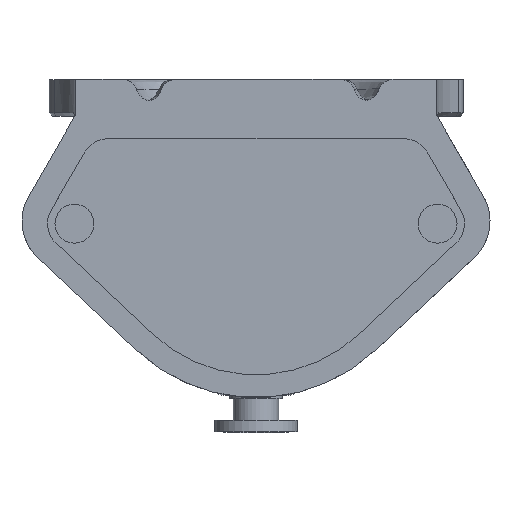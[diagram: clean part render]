
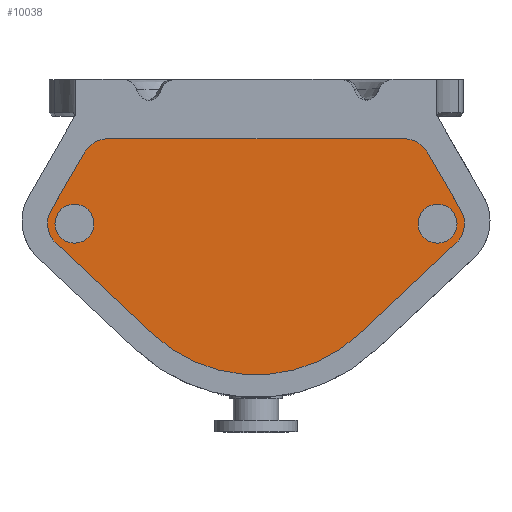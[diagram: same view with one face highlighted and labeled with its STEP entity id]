
A CAD part, top view. The second image highlights one B-rep face of the part: STEP entity #10038.
In plain terms, the highlighted planar face has unit normal (0, 0, 1).
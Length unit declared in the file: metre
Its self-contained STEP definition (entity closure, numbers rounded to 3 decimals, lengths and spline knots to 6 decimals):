
#640=LINE('',#15397,#1517);
#641=LINE('',#15402,#1518);
#642=LINE('',#15406,#1519);
#643=LINE('',#15410,#1520);
#644=LINE('',#15414,#1521);
#1517=VECTOR('',#11925,1.);
#1518=VECTOR('',#11928,1.);
#1519=VECTOR('',#11931,1.);
#1520=VECTOR('',#11934,1.);
#1521=VECTOR('',#11937,1.);
#2518=ORIENTED_EDGE('',*,*,#5552,.T.);
#2519=ORIENTED_EDGE('',*,*,#5553,.T.);
#2520=ORIENTED_EDGE('',*,*,#5554,.F.);
#2521=ORIENTED_EDGE('',*,*,#5555,.F.);
#2522=ORIENTED_EDGE('',*,*,#5556,.F.);
#2523=ORIENTED_EDGE('',*,*,#5557,.F.);
#2524=ORIENTED_EDGE('',*,*,#5558,.F.);
#2525=ORIENTED_EDGE('',*,*,#5559,.F.);
#2526=ORIENTED_EDGE('',*,*,#5560,.F.);
#2527=ORIENTED_EDGE('',*,*,#5561,.F.);
#2528=ORIENTED_EDGE('',*,*,#5562,.F.);
#2529=ORIENTED_EDGE('',*,*,#5563,.F.);
#5552=EDGE_CURVE('',#7082,#7082,#8071,.T.);
#5553=EDGE_CURVE('',#7083,#7083,#8072,.T.);
#5554=EDGE_CURVE('',#7084,#7085,#640,.T.);
#5555=EDGE_CURVE('',#7086,#7084,#8073,.T.);
#5556=EDGE_CURVE('',#7087,#7086,#641,.T.);
#5557=EDGE_CURVE('',#7088,#7087,#8074,.T.);
#5558=EDGE_CURVE('',#7089,#7088,#642,.T.);
#5559=EDGE_CURVE('',#7090,#7089,#8075,.T.);
#5560=EDGE_CURVE('',#7091,#7090,#643,.T.);
#5561=EDGE_CURVE('',#7092,#7091,#8076,.T.);
#5562=EDGE_CURVE('',#7093,#7092,#644,.T.);
#5563=EDGE_CURVE('',#7085,#7093,#8077,.T.);
#7082=VERTEX_POINT('',#15394);
#7083=VERTEX_POINT('',#15396);
#7084=VERTEX_POINT('',#15398);
#7085=VERTEX_POINT('',#15399);
#7086=VERTEX_POINT('',#15401);
#7087=VERTEX_POINT('',#15403);
#7088=VERTEX_POINT('',#15405);
#7089=VERTEX_POINT('',#15407);
#7090=VERTEX_POINT('',#15409);
#7091=VERTEX_POINT('',#15411);
#7092=VERTEX_POINT('',#15413);
#7093=VERTEX_POINT('',#15415);
#8071=CIRCLE('',#10907,0.00235);
#8072=CIRCLE('',#10908,0.00235);
#8073=CIRCLE('',#10909,0.01825);
#8074=CIRCLE('',#10910,0.00325);
#8075=CIRCLE('',#10911,0.00325);
#8076=CIRCLE('',#10912,0.00325);
#8077=CIRCLE('',#10913,0.00325);
#8463=EDGE_LOOP('',(#2518));
#8464=EDGE_LOOP('',(#2519));
#8465=EDGE_LOOP('',(#2520,#2521,#2522,#2523,#2524,#2525,#2526,#2527,#2528,
#2529));
#9092=FACE_BOUND('',#8463,.T.);
#9093=FACE_BOUND('',#8464,.T.);
#9094=FACE_BOUND('',#8465,.T.);
#9687=PLANE('',#10906);
#10038=ADVANCED_FACE('',(#9092,#9093,#9094),#9687,.F.);
#10906=AXIS2_PLACEMENT_3D('',#15392,#11919,#11920);
#10907=AXIS2_PLACEMENT_3D('',#15393,#11921,#11922);
#10908=AXIS2_PLACEMENT_3D('',#15395,#11923,#11924);
#10909=AXIS2_PLACEMENT_3D('',#15400,#11926,#11927);
#10910=AXIS2_PLACEMENT_3D('',#15404,#11929,#11930);
#10911=AXIS2_PLACEMENT_3D('',#15408,#11932,#11933);
#10912=AXIS2_PLACEMENT_3D('',#15412,#11935,#11936);
#10913=AXIS2_PLACEMENT_3D('',#15416,#11938,#11939);
#11919=DIRECTION('',(0.,0.,-1.));
#11920=DIRECTION('',(1.,0.,0.));
#11921=DIRECTION('',(0.,0.,-1.));
#11922=DIRECTION('',(0.,1.,0.));
#11923=DIRECTION('',(0.,0.,-1.));
#11924=DIRECTION('',(0.,1.,0.));
#11925=DIRECTION('',(-0.729,0.684,0.));
#11926=DIRECTION('',(0.,0.,-1.));
#11927=DIRECTION('',(0.,1.,0.));
#11928=DIRECTION('',(-0.729,-0.684,0.));
#11929=DIRECTION('',(0.,0.,-1.));
#11930=DIRECTION('',(0.,1.,0.));
#11931=DIRECTION('',(0.5,-0.866,0.));
#11932=DIRECTION('',(0.,0.,-1.));
#11933=DIRECTION('',(0.,1.,0.));
#11934=DIRECTION('',(1.,0.,0.));
#11935=DIRECTION('',(0.,0.,-1.));
#11936=DIRECTION('',(0.,1.,0.));
#11937=DIRECTION('',(0.5,0.866,0.));
#11938=DIRECTION('',(0.,0.,-1.));
#11939=DIRECTION('',(0.,1.,0.));
#15392=CARTESIAN_POINT('',(0.000001,-0.007666,0.082604));
#15393=CARTESIAN_POINT('',(-0.021919,-0.003666,0.082604));
#15394=CARTESIAN_POINT('',(-0.021919,-0.001316,0.082604));
#15395=CARTESIAN_POINT('',(0.021921,-0.003666,0.082604));
#15396=CARTESIAN_POINT('',(0.021921,-0.001316,0.082604));
#15397=CARTESIAN_POINT('',(-0.012488,-0.016974,0.082604));
#15398=CARTESIAN_POINT('',(-0.012488,-0.016974,0.082604));
#15399=CARTESIAN_POINT('',(-0.024143,-0.006036,0.082604));
#15400=CARTESIAN_POINT('',(0.000001,-0.003666,0.082604));
#15401=CARTESIAN_POINT('',(0.012489,-0.016974,0.082604));
#15402=CARTESIAN_POINT('',(0.024145,-0.006036,0.082604));
#15403=CARTESIAN_POINT('',(0.024145,-0.006036,0.082604));
#15404=CARTESIAN_POINT('',(0.021921,-0.003666,0.082604));
#15405=CARTESIAN_POINT('',(0.024735,-0.002041,0.082604));
#15406=CARTESIAN_POINT('',(0.020694,0.004959,0.082604));
#15407=CARTESIAN_POINT('',(0.020694,0.004959,0.082604));
#15408=CARTESIAN_POINT('',(0.017879,0.003334,0.082604));
#15409=CARTESIAN_POINT('',(0.017879,0.006584,0.082604));
#15410=CARTESIAN_POINT('',(0.000001,0.006584,0.082604));
#15411=CARTESIAN_POINT('',(-0.017878,0.006584,0.082604));
#15412=CARTESIAN_POINT('',(-0.017878,0.003334,0.082604));
#15413=CARTESIAN_POINT('',(-0.020692,0.004959,0.082604));
#15414=CARTESIAN_POINT('',(-0.024734,-0.002041,0.082604));
#15415=CARTESIAN_POINT('',(-0.024734,-0.002041,0.082604));
#15416=CARTESIAN_POINT('',(-0.021919,-0.003666,0.082604));
